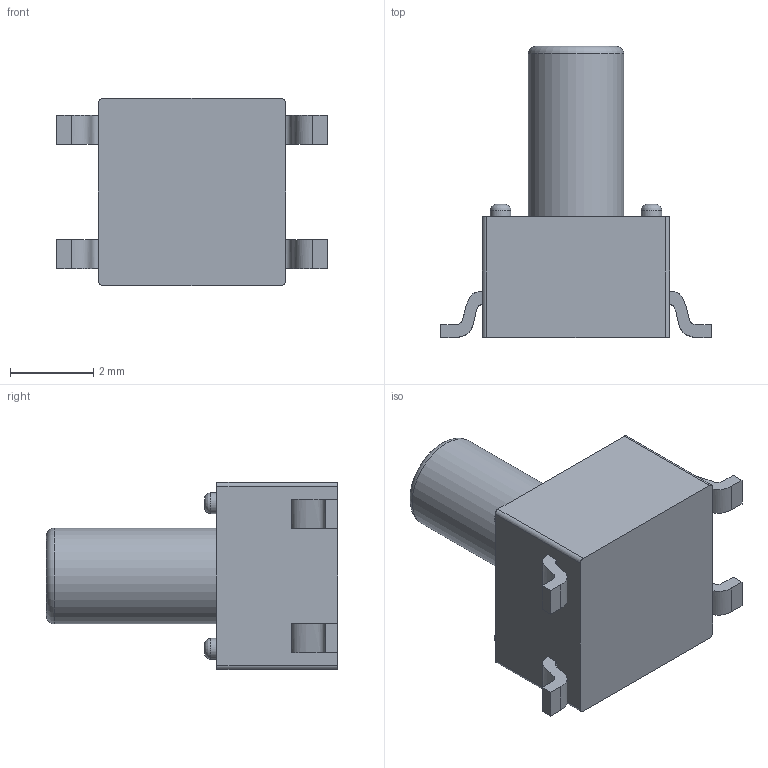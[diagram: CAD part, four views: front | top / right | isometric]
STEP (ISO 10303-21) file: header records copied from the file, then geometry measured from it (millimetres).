
FILE_DESCRIPTION(/* description */ (''),/* implementation_level */ '2;1');
FILE_NAME(/* name */ 'PTS 647 SK70 SMTR2 LFS v1.step',/* time_stamp */ '2023-01-17T10:50:08-05:00',/* author */ (''),/* organization */ (''),/* preprocessor_version */ 'ST-DEVELOPER v19.2',/* originating_system */ 'Autodesk Translation Framework v11.17.0.187',/* authorisation */ '');
FILE_SCHEMA (('AUTOMOTIVE_DESIGN { 1 0 10303 214 3 1 1 }'));
Length unit declared in the file: millimetre
Products named in the file (1): PTS 647 SK70 SMTR2 LFS
Bounding box: 6.5 x 7 x 4.5 mm (x, y, z)
Volume: 77.1 mm3; surface area: 146.1 mm2
Topology: 10 solids, 10 shells, 62 faces, 126 edges, 84 vertices
Faces by surface type: plane 40, bspline 12, cylinder 9, torus 1
Full cylindrical faces by diameter (mm): 0.5 x4, 2.3 x1
Entity records: 2904 total; most frequent: CARTESIAN_POINT 1607, ORIENTED_EDGE 252, DIRECTION 245, EDGE_CURVE 126, VERTEX_POINT 84, AXIS2_PLACEMENT_3D 84, LINE 77, VECTOR 77
